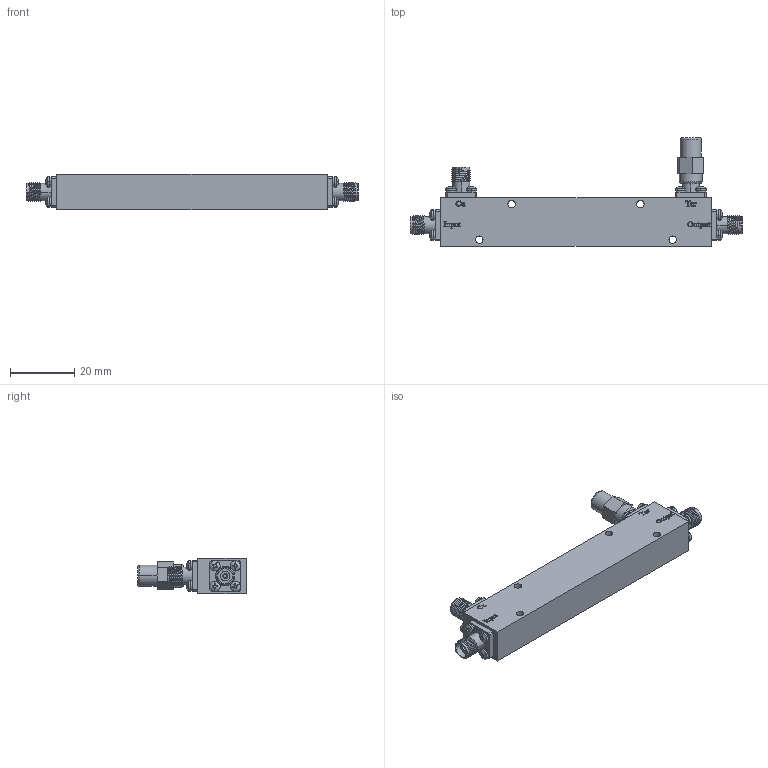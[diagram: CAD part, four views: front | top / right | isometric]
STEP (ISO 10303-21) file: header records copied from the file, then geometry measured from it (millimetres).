
FILE_DESCRIPTION (( 'STEP AP203' ), '1' );
FILE_NAME ('1-40G-10dB.STEP', '2020-03-26T05:58:55', ( '' ), ( '' ), 'SwSTEP 2.0', 'SolidWorks 2018', '' );
FILE_SCHEMA (( 'CONFIG_CONTROL_DESIGN' ));
Length unit declared in the file: millimetre
Products named in the file (7): 粟菜 1p6_GB_FASTENER_WASHER_SW 2; 坋趼羞攫芛蹟隊1 M1.6X5_GB_CROSS_SCREWS_TYPE1 M1.6X5-5  H type-N; d360; 蛹婥 T551P1Z01; 1-40G-10dB; qiangt; D360S20F02-40G 諉芛
Assembly tree (15 placements, depth 3):
  1-40G-10dB
    qiangt
    d360  x4
      D360S20F02-40G 諉芛
      粟菜 1p6_GB_FASTENER_WASHER_SW 2
      坋趼羞攫芛蹟隊1 M1.6X5_GB_CROSS_SCREWS_TYPE1 M1.6X5-5  H type-N
    蛹婥 T551P1Z01
Bounding box: 103 x 33.6 x 11 mm (x, y, z)
Volume: 15336.5 mm3; surface area: 9061.5 mm2
Topology: 38 solids, 38 shells, 1233 faces, 3227 edges, 2119 vertices
Faces by surface type: plane 554, cylinder 412, bspline 177, cone 52, sphere 34, torus 4
Entity records: 24495 total; most frequent: CARTESIAN_POINT 11065, ORIENTED_EDGE 2888, DIRECTION 2026, EDGE_CURVE 1444, VERTEX_POINT 953, VECTOR 836, LINE 836, EDGE_LOOP 609
